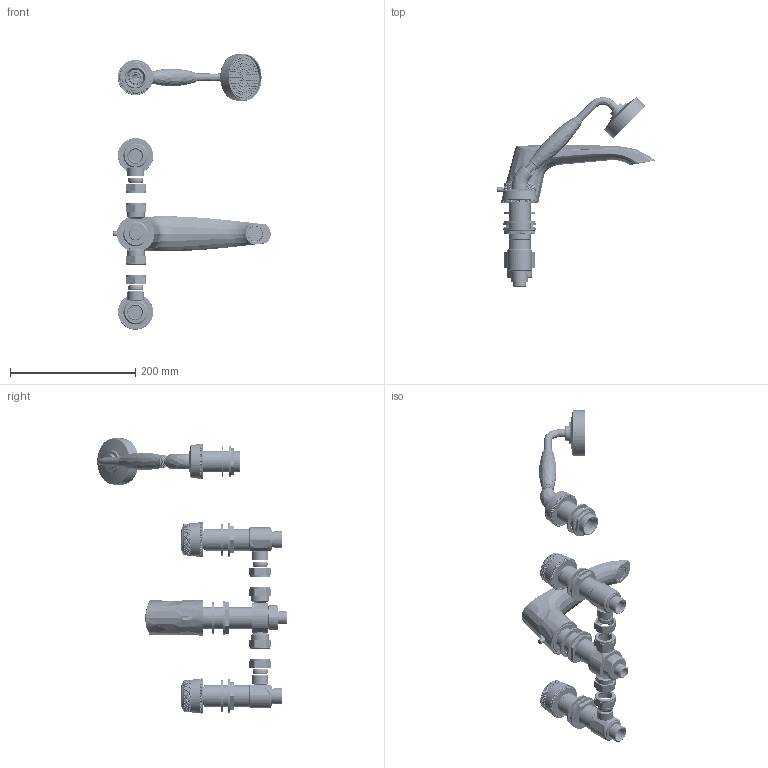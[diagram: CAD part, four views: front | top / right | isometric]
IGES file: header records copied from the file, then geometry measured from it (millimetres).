
Global section: file name: T10K48-R; native system: Autodesk Inventor 2020; preprocessor: unknown; author: clarkin; date: 20200521.141944; units: millimetre
Bounding box: 251.37 x 303.63 x 440.21 mm (x, y, z)
Volume: 803810.8 mm3; surface area: 457492.6 mm2
Topology: 86 solids, 91 shells, 33587 faces, 71942 edges, 38881 vertices
Faces by surface type: bspline 33577, offset 10
